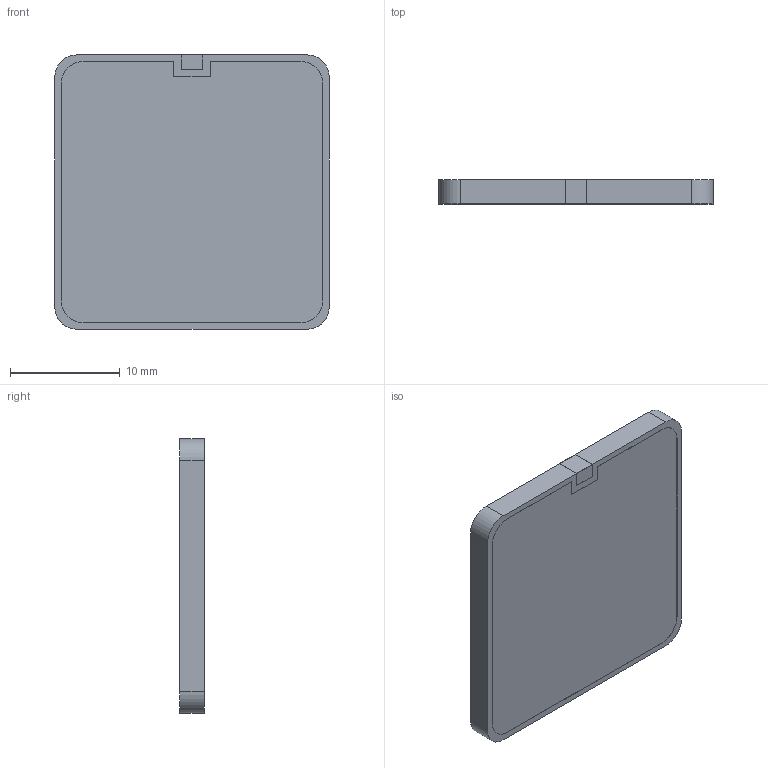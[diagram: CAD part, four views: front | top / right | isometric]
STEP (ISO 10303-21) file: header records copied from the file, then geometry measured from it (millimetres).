
FILE_DESCRIPTION (( 'STEP AP214' ), '1' );
FILE_NAME ('User Library-taoglas-SGGP252B02.STEP', '2019-02-18T15:50:52', ( '' ), ( '' ), 'SwSTEP 2.0', 'SolidWorks 2019', '' );
FILE_SCHEMA (( 'AUTOMOTIVE_DESIGN' ));
Length unit declared in the file: millimetre
Products named in the file (1): User Library-taoglas-SGGP252B02
Bounding box: 25 x 2.22 x 25.01 mm (x, y, z)
Volume: 1377.1 mm3; surface area: 3421.1 mm2
Topology: 26 solids, 26 shells, 338 faces, 858 edges, 572 vertices
Faces by surface type: plane 193, bspline 137, cylinder 8
Entity records: 21223 total; most frequent: CARTESIAN_POINT 10426, ORIENTED_EDGE 1716, DIRECTION 1004, EDGE_CURVE 858, VERTEX_POINT 572, VECTOR 568, LINE 568, EDGE_LOOP 354
